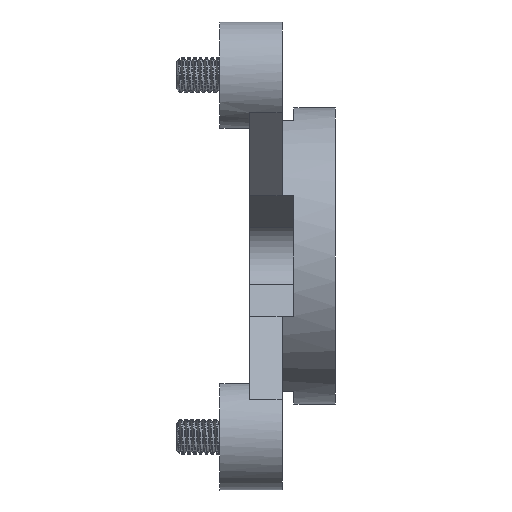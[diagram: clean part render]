
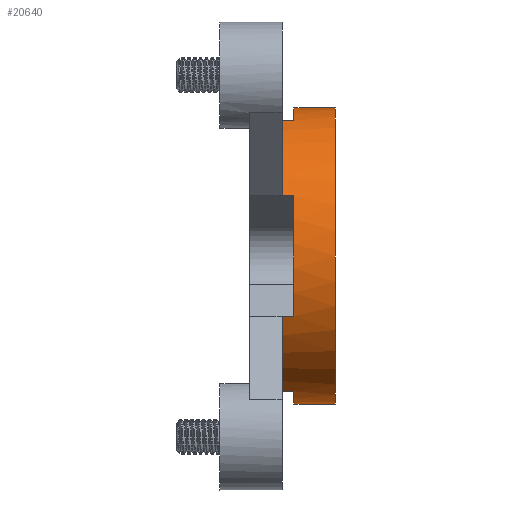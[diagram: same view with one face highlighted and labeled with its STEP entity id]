
A CAD part, left-side view. The second image highlights one B-rep face of the part: STEP entity #20640.
In plain terms, the highlighted cylindrical face has radius 12.696 mm (diameter 25.392 mm), a partial arc.
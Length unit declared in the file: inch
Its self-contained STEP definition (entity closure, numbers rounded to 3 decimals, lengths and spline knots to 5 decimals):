
#288 = EDGE_CURVE ( 'NONE', #22292, #9674, #20028, .T. ) ;
#442 = CIRCLE ( 'NONE', #19519, 0.49985 ) ;
#668 = AXIS2_PLACEMENT_3D ( 'NONE', #11880, #21012, #3359 ) ;
#712 = CARTESIAN_POINT ( 'NONE',  ( 0., 0., -0.49985 ) ) ;
#1139 = ORIENTED_EDGE ( 'NONE', *, *, #15588, .F. ) ;
#1262 = ORIENTED_EDGE ( 'NONE', *, *, #10483, .T. ) ;
#1497 = CARTESIAN_POINT ( 'NONE',  ( -0.45691, 0.18, -0.2027 ) ) ;
#2901 = CARTESIAN_POINT ( 'NONE',  ( -0.45691, 0.18, 0.2027 ) ) ;
#2932 = VECTOR ( 'NONE', #3089, 39.37008 ) ;
#3089 = DIRECTION ( 'NONE',  ( 0., -1., 0. ) ) ;
#3271 = VERTEX_POINT ( 'NONE', #9953 ) ;
#3359 = DIRECTION ( 'NONE',  ( 0., 0., -1. ) ) ;
#4002 = EDGE_CURVE ( 'NONE', #6523, #3271, #8796, .T. ) ;
#4088 = EDGE_CURVE ( 'NONE', #6661, #3271, #28241, .T. ) ;
#4535 = DIRECTION ( 'NONE',  ( 0., -1., 0. ) ) ;
#4543 = VERTEX_POINT ( 'NONE', #27624 ) ;
#4672 = VECTOR ( 'NONE', #26032, 39.37008 ) ;
#5140 = DIRECTION ( 'NONE',  ( 0., 1., 0. ) ) ;
#5332 = DIRECTION ( 'NONE',  ( 0., 1., 0. ) ) ;
#5337 = DIRECTION ( 'NONE',  ( 0., 0., -1. ) ) ;
#6205 = CARTESIAN_POINT ( 'NONE',  ( 0., 0., 0.49985 ) ) ;
#6452 = ORIENTED_EDGE ( 'NONE', *, *, #23538, .F. ) ;
#6523 = VERTEX_POINT ( 'NONE', #23383 ) ;
#6661 = VERTEX_POINT ( 'NONE', #23671 ) ;
#7173 = VERTEX_POINT ( 'NONE', #2901 ) ;
#7210 = EDGE_CURVE ( 'NONE', #18916, #22292, #22126, .T. ) ;
#7772 = CIRCLE ( 'NONE', #16880, 0.49985 ) ;
#8163 = AXIS2_PLACEMENT_3D ( 'NONE', #21030, #23261, #14406 ) ;
#8264 = CARTESIAN_POINT ( 'NONE',  ( 0., 0.14, 0. ) ) ;
#8534 = ORIENTED_EDGE ( 'NONE', *, *, #18939, .F. ) ;
#8713 = ORIENTED_EDGE ( 'NONE', *, *, #4002, .F. ) ;
#8796 = CIRCLE ( 'NONE', #10966, 0.49985 ) ;
#9076 = DIRECTION ( 'NONE',  ( 0., -1., 0. ) ) ;
#9103 = LINE ( 'NONE', #1497, #18813 ) ;
#9279 = VECTOR ( 'NONE', #4535, 39.37008 ) ;
#9306 = EDGE_CURVE ( 'NONE', #17129, #9674, #27264, .T. ) ;
#9674 = VERTEX_POINT ( 'NONE', #6205 ) ;
#9783 = DIRECTION ( 'NONE',  ( 0., 1., 0. ) ) ;
#9908 = CARTESIAN_POINT ( 'NONE',  ( -0.45691, 0.14, 0.2027 ) ) ;
#9953 = CARTESIAN_POINT ( 'NONE',  ( -0.2027, 0.14, -0.45691 ) ) ;
#10291 = DIRECTION ( 'NONE',  ( 0., 1., 0. ) ) ;
#10410 = CARTESIAN_POINT ( 'NONE',  ( -0.2027, 0.18, -0.45691 ) ) ;
#10419 = ORIENTED_EDGE ( 'NONE', *, *, #7210, .F. ) ;
#10483 = EDGE_CURVE ( 'NONE', #7173, #27028, #21351, .T. ) ;
#10827 = ORIENTED_EDGE ( 'NONE', *, *, #10906, .F. ) ;
#10906 = EDGE_CURVE ( 'NONE', #22839, #27028, #7772, .T. ) ;
#10966 = AXIS2_PLACEMENT_3D ( 'NONE', #12734, #26227, #17427 ) ;
#11880 = CARTESIAN_POINT ( 'NONE',  ( 0., 0.18, 0. ) ) ;
#12002 = EDGE_CURVE ( 'NONE', #6523, #17129, #15404, .T. ) ;
#12046 = CARTESIAN_POINT ( 'NONE',  ( -0.2027, 0.18, 0.45691 ) ) ;
#12596 = EDGE_LOOP ( 'NONE', ( #13718, #10419, #8534, #27035, #1262, #10827, #6452, #1139, #13790, #8713, #20050, #24995 ) ) ;
#12616 = DIRECTION ( 'NONE',  ( 0., -1., 0. ) ) ;
#12734 = CARTESIAN_POINT ( 'NONE',  ( 0., 0.14, 0. ) ) ;
#12882 = CARTESIAN_POINT ( 'NONE',  ( -0.2027, 0.18, 0.45691 ) ) ;
#13718 = ORIENTED_EDGE ( 'NONE', *, *, #288, .F. ) ;
#13790 = ORIENTED_EDGE ( 'NONE', *, *, #4088, .T. ) ;
#13946 = CARTESIAN_POINT ( 'NONE',  ( 0., 0.14, 0. ) ) ;
#14065 = DIRECTION ( 'NONE',  ( 0., 0., 1. ) ) ;
#14251 = EDGE_CURVE ( 'NONE', #7173, #18457, #442, .T. ) ;
#14406 = DIRECTION ( 'NONE',  ( 0., 0., -1. ) ) ;
#14613 = CIRCLE ( 'NONE', #668, 0.49985 ) ;
#15404 = LINE ( 'NONE', #27786, #2932 ) ;
#15466 = CARTESIAN_POINT ( 'NONE',  ( -0.45691, 0.18, 0.2027 ) ) ;
#15588 = EDGE_CURVE ( 'NONE', #6661, #4543, #14613, .T. ) ;
#16678 = AXIS2_PLACEMENT_3D ( 'NONE', #18552, #9783, #14065 ) ;
#16880 = AXIS2_PLACEMENT_3D ( 'NONE', #8264, #10291, #23410 ) ;
#17129 = VERTEX_POINT ( 'NONE', #712 ) ;
#17427 = DIRECTION ( 'NONE',  ( 0., 0., 1. ) ) ;
#18417 = CARTESIAN_POINT ( 'NONE',  ( 0., 0.18, 0. ) ) ;
#18457 = VERTEX_POINT ( 'NONE', #12046 ) ;
#18552 = CARTESIAN_POINT ( 'NONE',  ( 0., 0., 0. ) ) ;
#18633 = CARTESIAN_POINT ( 'NONE',  ( 0., 0.14, 0.49985 ) ) ;
#18813 = VECTOR ( 'NONE', #12616, 39.37008 ) ;
#18916 = VERTEX_POINT ( 'NONE', #25678 ) ;
#18939 = EDGE_CURVE ( 'NONE', #18457, #18916, #20492, .T. ) ;
#19519 = AXIS2_PLACEMENT_3D ( 'NONE', #18417, #5140, #5337 ) ;
#19540 = CARTESIAN_POINT ( 'NONE',  ( -0.45691, 0.14, -0.2027 ) ) ;
#19952 = CARTESIAN_POINT ( 'NONE',  ( 0., 0.14, 0.49985 ) ) ;
#20028 = LINE ( 'NONE', #19952, #9279 ) ;
#20050 = ORIENTED_EDGE ( 'NONE', *, *, #12002, .T. ) ;
#20492 = LINE ( 'NONE', #12882, #28456 ) ;
#20640 = ADVANCED_FACE ( 'NONE', ( #26524 ), #27567, .T. ) ;
#21012 = DIRECTION ( 'NONE',  ( 0., 1., 0. ) ) ;
#21030 = CARTESIAN_POINT ( 'NONE',  ( 0., 0.14, 0. ) ) ;
#21351 = LINE ( 'NONE', #15466, #28619 ) ;
#22126 = CIRCLE ( 'NONE', #22599, 0.49985 ) ;
#22292 = VERTEX_POINT ( 'NONE', #18633 ) ;
#22599 = AXIS2_PLACEMENT_3D ( 'NONE', #13946, #5332, #23075 ) ;
#22839 = VERTEX_POINT ( 'NONE', #19540 ) ;
#23075 = DIRECTION ( 'NONE',  ( 0., 0., 1. ) ) ;
#23261 = DIRECTION ( 'NONE',  ( 0., -1., 0. ) ) ;
#23383 = CARTESIAN_POINT ( 'NONE',  ( 0., 0.14, -0.49985 ) ) ;
#23410 = DIRECTION ( 'NONE',  ( 0., 0., 1. ) ) ;
#23538 = EDGE_CURVE ( 'NONE', #4543, #22839, #9103, .T. ) ;
#23671 = CARTESIAN_POINT ( 'NONE',  ( -0.2027, 0.18, -0.45691 ) ) ;
#24140 = DIRECTION ( 'NONE',  ( 0., -1., 0. ) ) ;
#24995 = ORIENTED_EDGE ( 'NONE', *, *, #9306, .T. ) ;
#25678 = CARTESIAN_POINT ( 'NONE',  ( -0.2027, 0.14, 0.45691 ) ) ;
#26032 = DIRECTION ( 'NONE',  ( 0., -1., 0. ) ) ;
#26227 = DIRECTION ( 'NONE',  ( 0., 1., 0. ) ) ;
#26524 = FACE_OUTER_BOUND ( 'NONE', #12596, .T. ) ;
#27028 = VERTEX_POINT ( 'NONE', #9908 ) ;
#27035 = ORIENTED_EDGE ( 'NONE', *, *, #14251, .F. ) ;
#27264 = CIRCLE ( 'NONE', #16678, 0.49985 ) ;
#27567 = CYLINDRICAL_SURFACE ( 'NONE', #8163, 0.49985 ) ;
#27624 = CARTESIAN_POINT ( 'NONE',  ( -0.45691, 0.18, -0.2027 ) ) ;
#27786 = CARTESIAN_POINT ( 'NONE',  ( 0., 0.14, -0.49985 ) ) ;
#28241 = LINE ( 'NONE', #10410, #4672 ) ;
#28456 = VECTOR ( 'NONE', #24140, 39.37008 ) ;
#28619 = VECTOR ( 'NONE', #9076, 39.37008 ) ;
